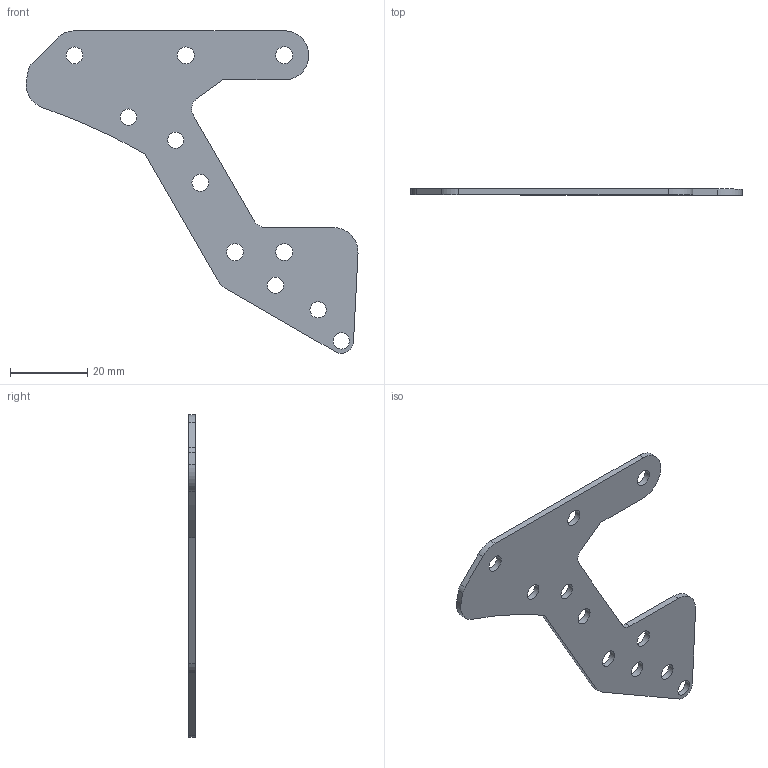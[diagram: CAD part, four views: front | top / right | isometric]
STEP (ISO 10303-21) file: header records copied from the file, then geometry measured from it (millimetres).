
FILE_DESCRIPTION(/* description */ (''),/* implementation_level */ '2;1');
FILE_NAME(/* name */ 'MOGO Funnel Gusset.stp',/* time_stamp */ '2024-11-27T08:24:31-05:00',/* author */ ('avere'),/* organization */ (''),/* preprocessor_version */ 'ST-DEVELOPER v20',/* originating_system */ 'Autodesk Inventor 2025',/* authorisation */ '');
FILE_SCHEMA (('AUTOMOTIVE_DESIGN { 1 0 10303 214 3 1 1 }'));
Length unit declared in the file: inch
Products named in the file (1): Funnel Gusset Back Improved V2
Bounding box: 85.71 x 1.59 x 83.27 mm (x, y, z)
Volume: 4152.6 mm3; surface area: 5983.3 mm2
Topology: 1 solids, 1 shells, 33 faces, 93 edges, 62 vertices
Faces by surface type: cylinder 22, plane 11
Full cylindrical faces by diameter (mm): 4.191 x5, 4.369 x6
Entity records: 1180 total; most frequent: DIRECTION 205, CARTESIAN_POINT 189, ORIENTED_EDGE 186, EDGE_CURVE 93, AXIS2_PLACEMENT_3D 78, VERTEX_POINT 62, EDGE_LOOP 55, LINE 49
